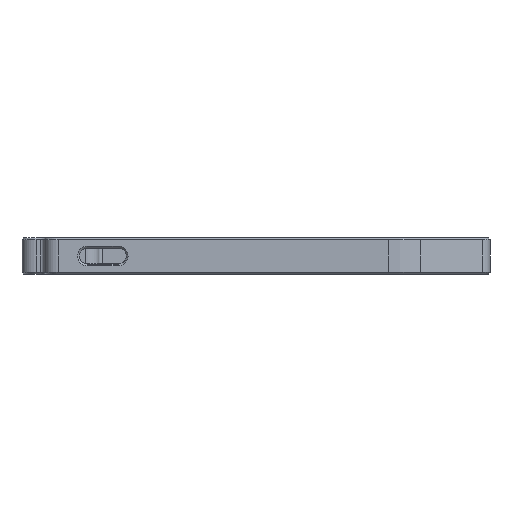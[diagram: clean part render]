
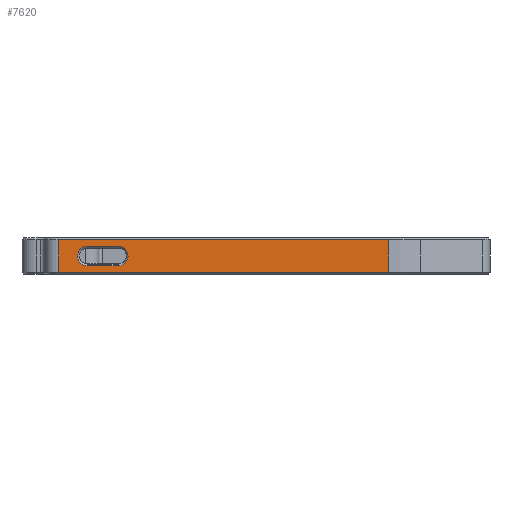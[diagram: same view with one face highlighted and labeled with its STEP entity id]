
A CAD part, left-side view. The second image highlights one B-rep face of the part: STEP entity #7620.
In plain terms, the highlighted planar face has unit normal (-1, 0, 0).
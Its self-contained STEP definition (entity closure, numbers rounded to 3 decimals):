
#2230 = VERTEX_POINT('',#2231);
#2231 = CARTESIAN_POINT('',(116.25,62.71,6.));
#2239 = VERTEX_POINT('',#2240);
#2240 = CARTESIAN_POINT('',(116.25,69.29,6.));
#2246 = EDGE_CURVE('',#2230,#2239,#2247,.T.);
#2247 = LINE('',#2248,#2249);
#2248 = CARTESIAN_POINT('',(116.25,62.71,6.));
#2249 = VECTOR('',#2250,1.);
#2250 = DIRECTION('',(-0.,1.,-0.));
#7437 = VERTEX_POINT('',#7438);
#7438 = CARTESIAN_POINT('',(116.25,69.29,1.78));
#7444 = EDGE_CURVE('',#2239,#7437,#7445,.T.);
#7445 = CIRCLE('',#7446,2.11);
#7446 = AXIS2_PLACEMENT_3D('',#7447,#7448,#7449);
#7447 = CARTESIAN_POINT('',(116.25,69.29,3.89));
#7448 = DIRECTION('',(-1.,-0.,-0.));
#7449 = DIRECTION('',(-0.,-0.,1.));
#7600 = VERTEX_POINT('',#7601);
#7601 = CARTESIAN_POINT('',(116.25,62.71,1.78));
#7609 = EDGE_CURVE('',#7600,#2230,#7610,.T.);
#7610 = CIRCLE('',#7611,2.11);
#7611 = AXIS2_PLACEMENT_3D('',#7612,#7613,#7614);
#7612 = CARTESIAN_POINT('',(116.25,62.71,3.89));
#7613 = DIRECTION('',(-1.,-0.,0.));
#7614 = DIRECTION('',(-0.,-0.,-1.));
#7620 = ADVANCED_FACE('',(#7621,#7632),#7666,.F.);
#7621 = FACE_BOUND('',#7622,.T.);
#7622 = EDGE_LOOP('',(#7623,#7624,#7625,#7626));
#7623 = ORIENTED_EDGE('',*,*,#7444,.F.);
#7624 = ORIENTED_EDGE('',*,*,#2246,.F.);
#7625 = ORIENTED_EDGE('',*,*,#7609,.F.);
#7626 = ORIENTED_EDGE('',*,*,#7627,.F.);
#7627 = EDGE_CURVE('',#7437,#7600,#7628,.T.);
#7628 = LINE('',#7629,#7630);
#7629 = CARTESIAN_POINT('',(116.25,69.29,1.78));
#7630 = VECTOR('',#7631,1.);
#7631 = DIRECTION('',(0.,-1.,-0.));
#7632 = FACE_BOUND('',#7633,.T.);
#7633 = EDGE_LOOP('',(#7634,#7644,#7652,#7660));
#7634 = ORIENTED_EDGE('',*,*,#7635,.T.);
#7635 = EDGE_CURVE('',#7636,#7638,#7640,.T.);
#7636 = VERTEX_POINT('',#7637);
#7637 = CARTESIAN_POINT('',(116.25,4.938,0.4));
#7638 = VERTEX_POINT('',#7639);
#7639 = CARTESIAN_POINT('',(116.25,4.938,7.4));
#7640 = LINE('',#7641,#7642);
#7641 = CARTESIAN_POINT('',(116.25,4.938,0.));
#7642 = VECTOR('',#7643,1.);
#7643 = DIRECTION('',(0.,0.,1.));
#7644 = ORIENTED_EDGE('',*,*,#7645,.F.);
#7645 = EDGE_CURVE('',#7646,#7638,#7648,.T.);
#7646 = VERTEX_POINT('',#7647);
#7647 = CARTESIAN_POINT('',(116.25,75.5,7.4));
#7648 = LINE('',#7649,#7650);
#7649 = CARTESIAN_POINT('',(116.25,75.5,7.4));
#7650 = VECTOR('',#7651,1.);
#7651 = DIRECTION('',(0.,-1.,0.));
#7652 = ORIENTED_EDGE('',*,*,#7653,.F.);
#7653 = EDGE_CURVE('',#7654,#7646,#7656,.T.);
#7654 = VERTEX_POINT('',#7655);
#7655 = CARTESIAN_POINT('',(116.25,75.5,0.4));
#7656 = LINE('',#7657,#7658);
#7657 = CARTESIAN_POINT('',(116.25,75.5,0.));
#7658 = VECTOR('',#7659,1.);
#7659 = DIRECTION('',(0.,0.,1.));
#7660 = ORIENTED_EDGE('',*,*,#7661,.T.);
#7661 = EDGE_CURVE('',#7654,#7636,#7662,.T.);
#7662 = LINE('',#7663,#7664);
#7663 = CARTESIAN_POINT('',(116.25,75.5,0.4));
#7664 = VECTOR('',#7665,1.);
#7665 = DIRECTION('',(-0.,-1.,-0.));
#7666 = PLANE('',#7667);
#7667 = AXIS2_PLACEMENT_3D('',#7668,#7669,#7670);
#7668 = CARTESIAN_POINT('',(116.25,4.938,0.));
#7669 = DIRECTION('',(1.,0.,0.));
#7670 = DIRECTION('',(0.,-1.,0.));
